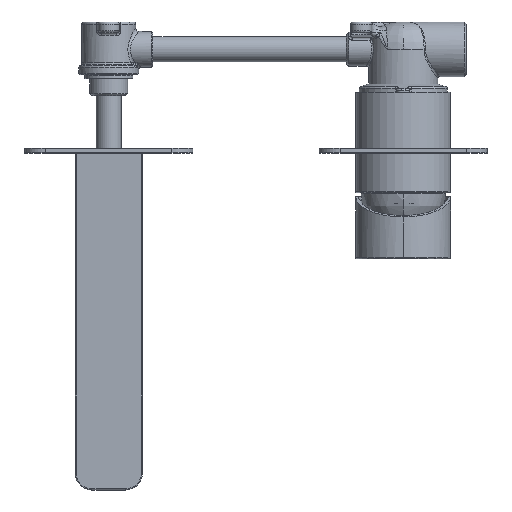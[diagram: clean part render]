
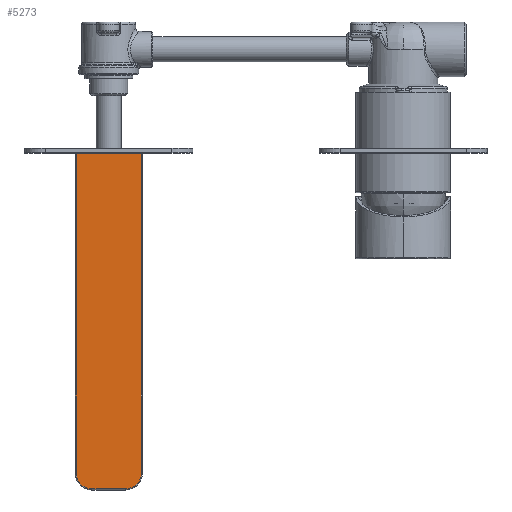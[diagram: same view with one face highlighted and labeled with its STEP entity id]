
A CAD part, front view. The second image highlights one B-rep face of the part: STEP entity #5273.
In plain terms, the highlighted face is planar.
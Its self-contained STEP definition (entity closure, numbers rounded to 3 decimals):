
#3671=DIRECTION('',(-1.,0.,0.));
#3672=VECTOR('',#3671,31.);
#3673=CARTESIAN_POINT('',(15.5,0.,0.));
#3674=LINE('',#3673,#3672);
#3700=DIRECTION('',(0.,0.,-1.));
#3701=VECTOR('',#3700,152.);
#3702=CARTESIAN_POINT('',(-15.5,0.,152.));
#3703=LINE('',#3702,#3701);
#3704=DIRECTION('',(0.,0.,1.));
#3705=VECTOR('',#3704,152.);
#3706=CARTESIAN_POINT('',(15.5,0.,0.));
#3707=LINE('',#3706,#3705);
#3708=CARTESIAN_POINT('',(8.,0.,152.));
#3709=DIRECTION('',(0.,-1.,0.));
#3710=DIRECTION('',(1.,0.,0.));
#3711=AXIS2_PLACEMENT_3D('',#3708,#3709,#3710);
#3713=DIRECTION('',(-1.,0.,0.));
#3714=VECTOR('',#3713,16.);
#3715=CARTESIAN_POINT('',(8.,0.,159.5));
#3716=LINE('',#3715,#3714);
#3717=CARTESIAN_POINT('',(-8.,0.,152.));
#3718=DIRECTION('',(0.,-1.,0.));
#3719=DIRECTION('',(0.,0.,1.));
#3720=AXIS2_PLACEMENT_3D('',#3717,#3718,#3719);
#4960=CARTESIAN_POINT('',(-15.5,0.,0.));
#4962=VERTEX_POINT('',#4960);
#4963=CARTESIAN_POINT('',(-15.5,0.,152.));
#4964=VERTEX_POINT('',#4963);
#4969=CARTESIAN_POINT('',(-8.,0.,159.5));
#4970=VERTEX_POINT('',#4969);
#4973=CARTESIAN_POINT('',(8.,0.,159.5));
#4974=VERTEX_POINT('',#4973);
#4977=CARTESIAN_POINT('',(15.5,0.,152.));
#4978=VERTEX_POINT('',#4977);
#4979=CARTESIAN_POINT('',(15.5,0.,0.));
#4981=VERTEX_POINT('',#4979);
#5256=CARTESIAN_POINT('',(16.,0.,0.));
#5257=DIRECTION('',(0.,1.,0.));
#5258=DIRECTION('',(-1.,0.,0.));
#5259=AXIS2_PLACEMENT_3D('',#5256,#5257,#5258);
#5260=PLANE('',#5259);
#5261=ORIENTED_EDGE('',*,*,#5247,.T.);
#5262=ORIENTED_EDGE('',*,*,#5224,.F.);
#5264=ORIENTED_EDGE('',*,*,#5263,.T.);
#5266=ORIENTED_EDGE('',*,*,#5265,.T.);
#5268=ORIENTED_EDGE('',*,*,#5267,.T.);
#5270=ORIENTED_EDGE('',*,*,#5269,.T.);
#5271=EDGE_LOOP('',(#5261,#5262,#5264,#5266,#5268,#5270));
#5272=FACE_OUTER_BOUND('',#5271,.F.);
#3712=CIRCLE('',#3711,7.5);
#3721=CIRCLE('',#3720,7.5);
#5224=EDGE_CURVE('',#4981,#4962,#3674,.T.);
#5247=EDGE_CURVE('',#4964,#4962,#3703,.T.);
#5263=EDGE_CURVE('',#4981,#4978,#3707,.T.);
#5265=EDGE_CURVE('',#4978,#4974,#3712,.T.);
#5267=EDGE_CURVE('',#4974,#4970,#3716,.T.);
#5269=EDGE_CURVE('',#4970,#4964,#3721,.T.);
#5273=ADVANCED_FACE('',(#5272),#5260,.T.);
